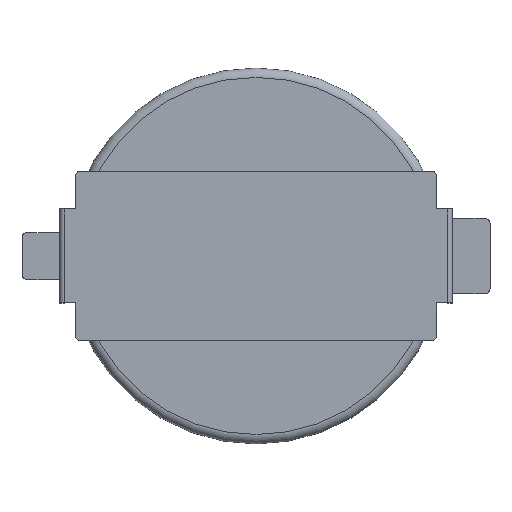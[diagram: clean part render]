
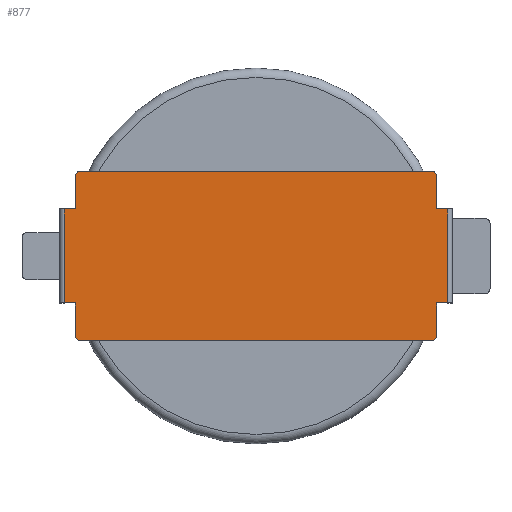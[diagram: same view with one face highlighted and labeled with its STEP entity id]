
A CAD part, top view. The second image highlights one B-rep face of the part: STEP entity #877.
In plain terms, the highlighted planar face has unit normal (0, 0, 1).
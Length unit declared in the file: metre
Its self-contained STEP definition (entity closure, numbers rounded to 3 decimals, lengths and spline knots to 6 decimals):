
#39=CIRCLE('',#960,0.00025);
#40=CIRCLE('',#961,0.00025);
#41=CIRCLE('',#962,0.00025);
#42=CIRCLE('',#963,0.00025);
#126=ORIENTED_EDGE('',*,*,#374,.T.);
#127=ORIENTED_EDGE('',*,*,#375,.T.);
#128=ORIENTED_EDGE('',*,*,#376,.F.);
#129=ORIENTED_EDGE('',*,*,#377,.F.);
#130=ORIENTED_EDGE('',*,*,#378,.T.);
#131=ORIENTED_EDGE('',*,*,#379,.T.);
#132=ORIENTED_EDGE('',*,*,#380,.T.);
#133=ORIENTED_EDGE('',*,*,#381,.T.);
#134=ORIENTED_EDGE('',*,*,#382,.T.);
#135=ORIENTED_EDGE('',*,*,#383,.T.);
#136=ORIENTED_EDGE('',*,*,#384,.F.);
#137=ORIENTED_EDGE('',*,*,#385,.T.);
#138=ORIENTED_EDGE('',*,*,#386,.T.);
#139=ORIENTED_EDGE('',*,*,#387,.F.);
#140=ORIENTED_EDGE('',*,*,#388,.T.);
#141=ORIENTED_EDGE('',*,*,#389,.T.);
#374=EDGE_CURVE('',#495,#496,#580,.T.);
#375=EDGE_CURVE('',#496,#497,#581,.F.);
#376=EDGE_CURVE('',#498,#497,#582,.T.);
#377=EDGE_CURVE('',#499,#498,#583,.T.);
#378=EDGE_CURVE('',#499,#500,#39,.T.);
#379=EDGE_CURVE('',#500,#501,#584,.T.);
#380=EDGE_CURVE('',#501,#502,#40,.T.);
#381=EDGE_CURVE('',#502,#503,#585,.T.);
#382=EDGE_CURVE('',#503,#504,#586,.T.);
#383=EDGE_CURVE('',#504,#505,#587,.T.);
#384=EDGE_CURVE('',#506,#505,#588,.T.);
#385=EDGE_CURVE('',#506,#507,#589,.T.);
#386=EDGE_CURVE('',#507,#508,#41,.T.);
#387=EDGE_CURVE('',#509,#508,#590,.T.);
#388=EDGE_CURVE('',#509,#510,#42,.T.);
#389=EDGE_CURVE('',#510,#495,#591,.T.);
#495=VERTEX_POINT('',#1408);
#496=VERTEX_POINT('',#1409);
#497=VERTEX_POINT('',#1411);
#498=VERTEX_POINT('',#1413);
#499=VERTEX_POINT('',#1415);
#500=VERTEX_POINT('',#1417);
#501=VERTEX_POINT('',#1419);
#502=VERTEX_POINT('',#1421);
#503=VERTEX_POINT('',#1423);
#504=VERTEX_POINT('',#1425);
#505=VERTEX_POINT('',#1427);
#506=VERTEX_POINT('',#1429);
#507=VERTEX_POINT('',#1431);
#508=VERTEX_POINT('',#1433);
#509=VERTEX_POINT('',#1435);
#510=VERTEX_POINT('',#1437);
#580=LINE('',#1407,#676);
#581=LINE('',#1410,#677);
#582=LINE('',#1412,#678);
#583=LINE('',#1414,#679);
#584=LINE('',#1418,#680);
#585=LINE('',#1422,#681);
#586=LINE('',#1424,#682);
#587=LINE('',#1426,#683);
#588=LINE('',#1428,#684);
#589=LINE('',#1430,#685);
#590=LINE('',#1434,#686);
#591=LINE('',#1438,#687);
#676=VECTOR('',#1113,1.);
#677=VECTOR('',#1114,1.);
#678=VECTOR('',#1115,1.);
#679=VECTOR('',#1116,1.);
#680=VECTOR('',#1119,1.);
#681=VECTOR('',#1122,1.);
#682=VECTOR('',#1123,1.);
#683=VECTOR('',#1124,1.);
#684=VECTOR('',#1125,1.);
#685=VECTOR('',#1126,1.);
#686=VECTOR('',#1129,1.);
#687=VECTOR('',#1132,1.);
#732=EDGE_LOOP('',(#126,#127,#128,#129,#130,#131,#132,#133,#134,#135,#136,
#137,#138,#139,#140,#141));
#788=FACE_BOUND('',#732,.T.);
#844=PLANE('',#959);
#877=ADVANCED_FACE('',(#788),#844,.T.);
#959=AXIS2_PLACEMENT_3D('',#1406,#1111,#1112);
#960=AXIS2_PLACEMENT_3D('',#1416,#1117,#1118);
#961=AXIS2_PLACEMENT_3D('',#1420,#1120,#1121);
#962=AXIS2_PLACEMENT_3D('',#1432,#1127,#1128);
#963=AXIS2_PLACEMENT_3D('',#1436,#1130,#1131);
#1111=DIRECTION('',(0.,0.,1.));
#1112=DIRECTION('',(1.,0.,0.));
#1113=DIRECTION('',(-1.,0.,0.));
#1114=DIRECTION('',(0.,1.,0.));
#1115=DIRECTION('',(-1.,0.,0.));
#1116=DIRECTION('',(0.,1.,0.));
#1117=DIRECTION('',(0.,0.,1.));
#1118=DIRECTION('',(1.,0.,0.));
#1119=DIRECTION('',(1.,0.,0.));
#1120=DIRECTION('',(0.,0.,1.));
#1121=DIRECTION('',(1.,0.,0.));
#1122=DIRECTION('',(0.,1.,0.));
#1123=DIRECTION('',(1.,0.,0.));
#1124=DIRECTION('',(0.,1.,0.));
#1125=DIRECTION('',(1.,0.,0.));
#1126=DIRECTION('',(0.,1.,0.));
#1127=DIRECTION('',(0.,0.,1.));
#1128=DIRECTION('',(1.,0.,0.));
#1129=DIRECTION('',(1.,0.,0.));
#1130=DIRECTION('',(0.,0.,1.));
#1131=DIRECTION('',(1.,0.,0.));
#1132=DIRECTION('',(0.,-1.,0.));
#1406=CARTESIAN_POINT('',(0.,-0.0045,0.00375));
#1407=CARTESIAN_POINT('',(-0.011025,0.0025,0.00375));
#1408=CARTESIAN_POINT('',(-0.0096,0.0025,0.00375));
#1409=CARTESIAN_POINT('',(-0.0102,0.0025,0.00375));
#1410=CARTESIAN_POINT('',(-0.0102,-0.0045,0.00375));
#1411=CARTESIAN_POINT('',(-0.0102,-0.0025,0.00375));
#1412=CARTESIAN_POINT('',(-0.011025,-0.0025,0.00375));
#1413=CARTESIAN_POINT('',(-0.0096,-0.0025,0.00375));
#1414=CARTESIAN_POINT('',(-0.0096,-0.0035,0.00375));
#1415=CARTESIAN_POINT('',(-0.0096,-0.00425,0.00375));
#1416=CARTESIAN_POINT('',(-0.00935,-0.00425,0.00375));
#1417=CARTESIAN_POINT('',(-0.00935,-0.0045,0.00375));
#1418=CARTESIAN_POINT('',(0.,-0.0045,0.00375));
#1419=CARTESIAN_POINT('',(0.00935,-0.0045,0.00375));
#1420=CARTESIAN_POINT('',(0.00935,-0.00425,0.00375));
#1421=CARTESIAN_POINT('',(0.0096,-0.00425,0.00375));
#1422=CARTESIAN_POINT('',(0.0096,-0.0035,0.00375));
#1423=CARTESIAN_POINT('',(0.0096,-0.0025,0.00375));
#1424=CARTESIAN_POINT('',(0.011025,-0.0025,0.00375));
#1425=CARTESIAN_POINT('',(0.0102,-0.0025,0.00375));
#1426=CARTESIAN_POINT('',(0.0102,-0.0045,0.00375));
#1427=CARTESIAN_POINT('',(0.0102,0.0025,0.00375));
#1428=CARTESIAN_POINT('',(0.011025,0.0025,0.00375));
#1429=CARTESIAN_POINT('',(0.0096,0.0025,0.00375));
#1430=CARTESIAN_POINT('',(0.0096,0.0035,0.00375));
#1431=CARTESIAN_POINT('',(0.0096,0.00425,0.00375));
#1432=CARTESIAN_POINT('',(0.00935,0.00425,0.00375));
#1433=CARTESIAN_POINT('',(0.00935,0.0045,0.00375));
#1434=CARTESIAN_POINT('',(0.,0.0045,0.00375));
#1435=CARTESIAN_POINT('',(-0.00935,0.0045,0.00375));
#1436=CARTESIAN_POINT('',(-0.00935,0.00425,0.00375));
#1437=CARTESIAN_POINT('',(-0.0096,0.00425,0.00375));
#1438=CARTESIAN_POINT('',(-0.0096,0.0035,0.00375));
